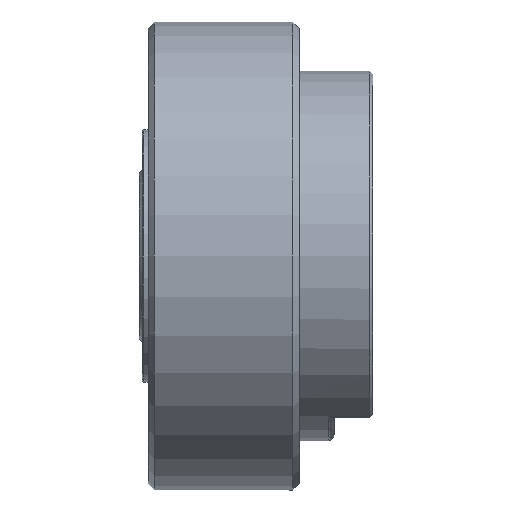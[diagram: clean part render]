
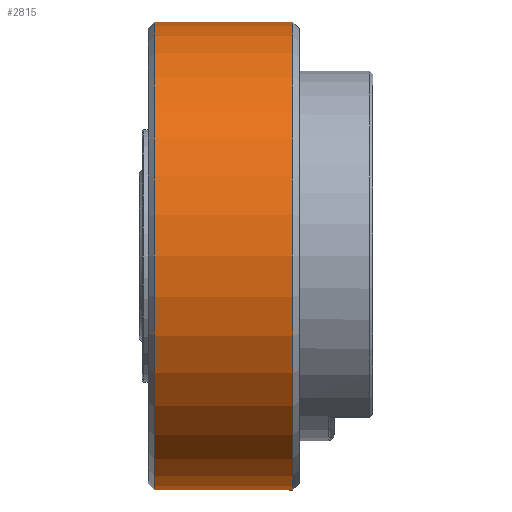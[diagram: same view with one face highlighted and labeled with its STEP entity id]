
A CAD part, front view. The second image highlights one B-rep face of the part: STEP entity #2815.
In plain terms, the highlighted cylindrical face has radius 38 mm (diameter 76 mm), a partial arc.
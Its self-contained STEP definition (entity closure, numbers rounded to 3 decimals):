
#140 = ORIENTED_EDGE ( 'NONE', *, *, #2830, .T. ) ;
#141 = FACE_OUTER_BOUND ( 'NONE', #300, .T. ) ;
#160 = CARTESIAN_POINT ( 'NONE',  ( 744.749, 371.025, 0. ) ) ;
#300 = EDGE_LOOP ( 'NONE', ( #1927, #2822, #140, #3024 ) ) ;
#421 = EDGE_CURVE ( 'NONE', #2587, #2103, #1682, .T. ) ;
#487 = DIRECTION ( 'NONE',  ( 1., 0., 0. ) ) ;
#796 = CARTESIAN_POINT ( 'NONE',  ( 733.499, 371.025, 0. ) ) ;
#811 = CARTESIAN_POINT ( 'NONE',  ( 755.999, 371.025, -38. ) ) ;
#867 = LINE ( 'NONE', #3419, #2889 ) ;
#1188 = CARTESIAN_POINT ( 'NONE',  ( 755.999, 371.025, 38. ) ) ;
#1247 = CYLINDRICAL_SURFACE ( 'NONE', #1831, 38. ) ;
#1433 = DIRECTION ( 'NONE',  ( -1., 0., 0. ) ) ;
#1434 = CIRCLE ( 'NONE', #2488, 38. ) ;
#1682 = CIRCLE ( 'NONE', #4298, 38. ) ;
#1831 = AXIS2_PLACEMENT_3D ( 'NONE', #160, #487, #2699 ) ;
#1857 = VERTEX_POINT ( 'NONE', #4256 ) ;
#1887 = DIRECTION ( 'NONE',  ( 1., 0., 0. ) ) ;
#1927 = ORIENTED_EDGE ( 'NONE', *, *, #3527, .F. ) ;
#2103 = VERTEX_POINT ( 'NONE', #1188 ) ;
#2269 = DIRECTION ( 'NONE',  ( 1., 0., 0. ) ) ;
#2389 = CARTESIAN_POINT ( 'NONE',  ( 755.999, 371.025, 0. ) ) ;
#2488 = AXIS2_PLACEMENT_3D ( 'NONE', #796, #1433, #2861 ) ;
#2587 = VERTEX_POINT ( 'NONE', #811 ) ;
#2699 = DIRECTION ( 'NONE',  ( 0., 0., -1. ) ) ;
#2815 = ADVANCED_FACE ( 'NONE', ( #141 ), #1247, .T. ) ;
#2822 = ORIENTED_EDGE ( 'NONE', *, *, #3229, .F. ) ;
#2830 = EDGE_CURVE ( 'NONE', #1857, #2587, #867, .T. ) ;
#2861 = DIRECTION ( 'NONE',  ( 0., 0., 1. ) ) ;
#2889 = VECTOR ( 'NONE', #2269, 1000. ) ;
#3024 = ORIENTED_EDGE ( 'NONE', *, *, #421, .T. ) ;
#3229 = EDGE_CURVE ( 'NONE', #1857, #3725, #1434, .T. ) ;
#3290 = CARTESIAN_POINT ( 'NONE',  ( 744.749, 371.025, 38. ) ) ;
#3419 = CARTESIAN_POINT ( 'NONE',  ( 744.749, 371.025, -38. ) ) ;
#3527 = EDGE_CURVE ( 'NONE', #3725, #2103, #4388, .T. ) ;
#3725 = VERTEX_POINT ( 'NONE', #3775 ) ;
#3775 = CARTESIAN_POINT ( 'NONE',  ( 733.499, 371.025, 38. ) ) ;
#3823 = DIRECTION ( 'NONE',  ( -1., 0., 0. ) ) ;
#3987 = VECTOR ( 'NONE', #1887, 1000. ) ;
#4185 = DIRECTION ( 'NONE',  ( 0., 0., -1. ) ) ;
#4256 = CARTESIAN_POINT ( 'NONE',  ( 733.499, 371.025, -38. ) ) ;
#4298 = AXIS2_PLACEMENT_3D ( 'NONE', #2389, #3823, #4185 ) ;
#4388 = LINE ( 'NONE', #3290, #3987 ) ;
